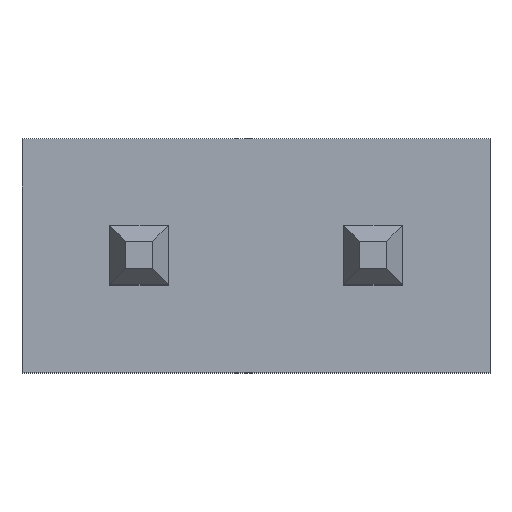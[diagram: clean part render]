
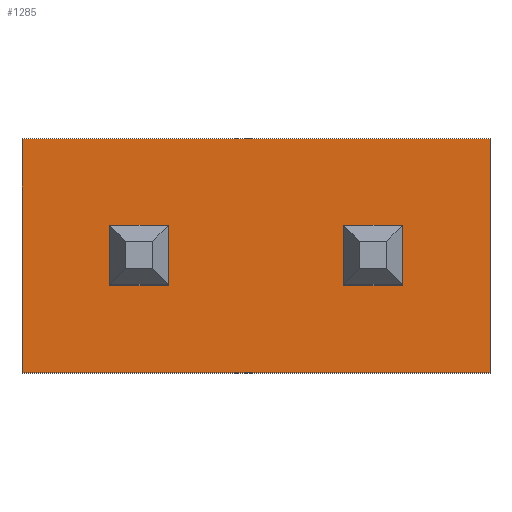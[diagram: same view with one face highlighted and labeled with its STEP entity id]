
A CAD part, top view. The second image highlights one B-rep face of the part: STEP entity #1285.
In plain terms, the highlighted planar face has unit normal (0, 0, 1).
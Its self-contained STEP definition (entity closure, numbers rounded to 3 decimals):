
#1160 = CARTESIAN_POINT ( 'NONE',  ( 3.81, 1.27, 2.54 ) ) ;
#1161 = VERTEX_POINT ( 'NONE', #1160 ) ;
#1168 = CARTESIAN_POINT ( 'NONE',  ( 3.81, -1.27, 2.54 ) ) ;
#1169 = VERTEX_POINT ( 'NONE', #1168 ) ;
#1170 = CARTESIAN_POINT ( 'NONE',  ( 3.81, -1.27, 2.54 ) ) ;
#1171 = DIRECTION ( 'NONE',  ( 0., 1., 0. ) ) ;
#1172 = VECTOR ( 'NONE', #1171, 1000. ) ;
#1173 = LINE ( 'NONE', #1170, #1172 ) ;
#1174 = EDGE_CURVE ( 'NONE', #1169, #1161, #1173, .T. ) ;
#1198 = CARTESIAN_POINT ( 'NONE',  ( -1.27, 1.27, 2.54 ) ) ;
#1199 = VERTEX_POINT ( 'NONE', #1198 ) ;
#1206 = CARTESIAN_POINT ( 'NONE',  ( -1.27, 1.27, 2.54 ) ) ;
#1207 = DIRECTION ( 'NONE',  ( -1., 0., 0. ) ) ;
#1208 = VECTOR ( 'NONE', #1207, 1000. ) ;
#1209 = LINE ( 'NONE', #1206, #1208 ) ;
#1210 = EDGE_CURVE ( 'NONE', #1161, #1199, #1209, .T. ) ;
#1229 = CARTESIAN_POINT ( 'NONE',  ( -1.27, -1.27, 2.54 ) ) ;
#1230 = VERTEX_POINT ( 'NONE', #1229 ) ;
#1237 = CARTESIAN_POINT ( 'NONE',  ( -1.27, -1.27, 2.54 ) ) ;
#1238 = DIRECTION ( 'NONE',  ( 0., -1., 0. ) ) ;
#1239 = VECTOR ( 'NONE', #1238, 1000. ) ;
#1240 = LINE ( 'NONE', #1237, #1239 ) ;
#1241 = EDGE_CURVE ( 'NONE', #1199, #1230, #1240, .T. ) ;
#1259 = CARTESIAN_POINT ( 'NONE',  ( -1.27, -1.27, 2.54 ) ) ;
#1260 = DIRECTION ( 'NONE',  ( 1., 0., 0. ) ) ;
#1261 = VECTOR ( 'NONE', #1260, 1000. ) ;
#1262 = LINE ( 'NONE', #1259, #1261 ) ;
#1263 = EDGE_CURVE ( 'NONE', #1230, #1169, #1262, .T. ) ;
#1274 = ORIENTED_EDGE ( 'NONE', *, *, #1174, .T. ) ;
#1275 = ORIENTED_EDGE ( 'NONE', *, *, #1210, .T. ) ;
#1276 = ORIENTED_EDGE ( 'NONE', *, *, #1241, .T. ) ;
#1277 = ORIENTED_EDGE ( 'NONE', *, *, #1263, .T. ) ;
#1278 = EDGE_LOOP ( 'NONE', ( #1274, #1275, #1276, #1277 ) ) ;
#1279 = FACE_OUTER_BOUND ( 'NONE', #1278, .T. ) ;
#1280 = CARTESIAN_POINT ( 'NONE',  ( 1.27, 0., 2.54 ) ) ;
#1281 = DIRECTION ( 'NONE',  ( 0., 0., -1. ) ) ;
#1282 = DIRECTION ( 'NONE',  ( 0., 1., 0. ) ) ;
#1283 = AXIS2_PLACEMENT_3D ( 'NONE', #1280, #1281, #1282 ) ;
#1284 = PLANE ( 'NONE', #1283 ) ;
#1285 = ADVANCED_FACE ( 'NONE', ( #1279 ), #1284, .F. ) ;
